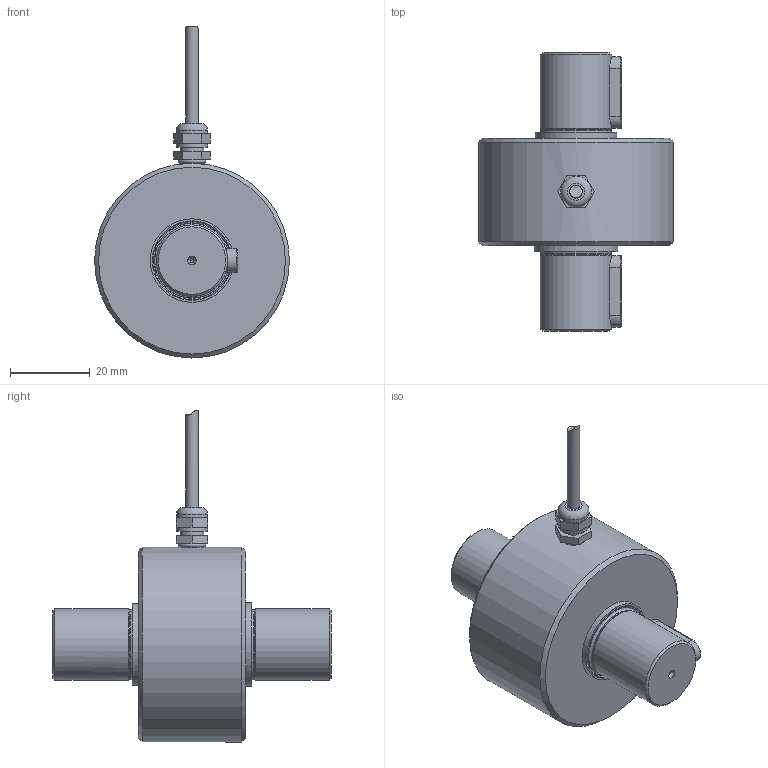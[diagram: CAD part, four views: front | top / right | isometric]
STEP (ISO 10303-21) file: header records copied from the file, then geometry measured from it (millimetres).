
FILE_DESCRIPTION( ( 'Unknown' ), '1' );
FILE_NAME( '1447-Z01_DOC-00077626.stp', 'Unknown', ( 'Unknown' ), ( 'Unknown' ), 'PSStep 17.0.49', 'Unknown', ' ' );
FILE_SCHEMA( ( 'AUTOMOTIVE_DESIGN { 1 0 10303 214 1 1 1 1 }' ) );
Length unit declared in the file: millimetre
Products named in the file (8): Assem1; 1447-001_DOC-00077627; 1447-002_DOC-00077629; 1447-003_DOC-00077631; kabeldurchmesser 3,2_doc-00043680-oa0; Paßfeder A6x6x18 DIN 6885; Paßfeder A6x6x18 DIN 6885-oa1; kv m6x1_doc-00040935
Assembly tree (7 placements, depth 2):
  Assem1
    1447-001_DOC-00077627
    1447-002_DOC-00077629
    1447-003_DOC-00077631
    kabeldurchmesser 3,2_doc-00043680-oa0
    Paßfeder A6x6x18 DIN 6885
    Paßfeder A6x6x18 DIN 6885-oa1
    kv m6x1_doc-00040935
Bounding box: 49 x 70 x 83.53 mm (x, y, z)
Volume: 62546 mm3; surface area: 19314.5 mm2
Topology: 7 solids, 7 shells, 113 faces, 239 edges, 149 vertices
Faces by surface type: plane 46, cylinder 37, torus 16, cone 13, extrusion 1
Full cylindrical faces by diameter (mm): 1 x2, 3.2 x2, 4.917 x1, 6 x2, 7.8 x2, 17.6 x2, 18 x2, 20.5 x1, 21 x3, 45 x2, 49 x1
Entity records: 3967 total; most frequent: CARTESIAN_POINT 733, DIRECTION 499, ORIENTED_EDGE 354, AXIS2_PLACEMENT_3D 211, EDGE_CURVE 177, EDGE_LOOP 172, FACE_OUTER_BOUND 140, VERTEX_POINT 134
